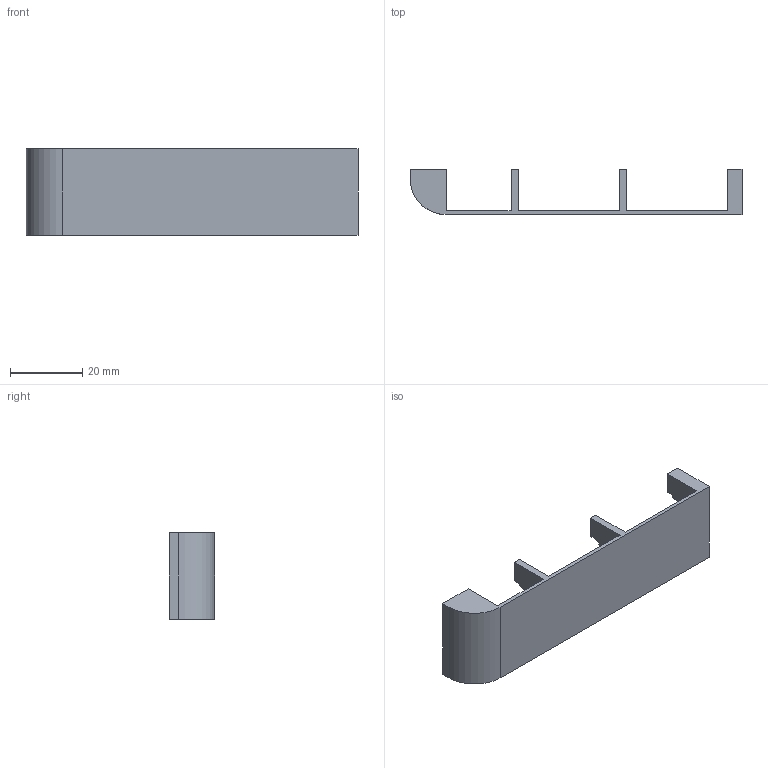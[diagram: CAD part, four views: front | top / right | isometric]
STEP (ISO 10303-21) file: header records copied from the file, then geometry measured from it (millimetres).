
FILE_DESCRIPTION(/* description */ (''),/* implementation_level */ '2;1');
FILE_NAME(/* name */ 'Support.stp',/* time_stamp */ '2024-07-10T17:56:18+09:00',/* author */ ('ojs08'),/* organization */ (''),/* preprocessor_version */ 'ST-DEVELOPER v19',/* originating_system */ 'Autodesk Inventor 2023',/* authorisation */ '');
FILE_SCHEMA (('AUTOMOTIVE_DESIGN { 1 0 10303 214 3 1 1 }'));
Length unit declared in the file: millimetre
Products named in the file (1): Support
Bounding box: 92 x 12.5 x 24 mm (x, y, z)
Volume: 6091.7 mm3; surface area: 6956.2 mm2
Topology: 1 solids, 1 shells, 53 faces, 178 edges, 156 vertices
Faces by surface type: plane 51, cylinder 2
Entity records: 1876 total; most frequent: CARTESIAN_POINT 364, ORIENTED_EDGE 306, DIRECTION 267, EDGE_CURVE 153, LINE 149, VECTOR 149, VERTEX_POINT 102, AXIS2_PLACEMENT_3D 59
